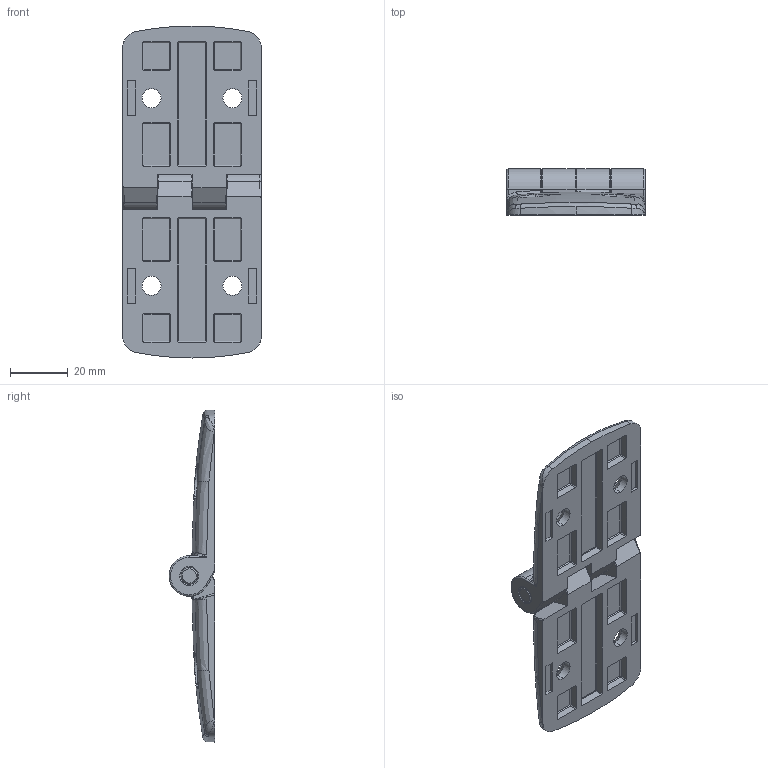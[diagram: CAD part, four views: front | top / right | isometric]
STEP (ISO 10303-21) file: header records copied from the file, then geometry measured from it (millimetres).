
FILE_DESCRIPTION (( 'STEP AP214' ), '1' );
FILE_NAME ('6221780', '2019-01-28T17:02:02', ( '' ), ('JUGARD+KÜNSTNER GmbH'), 'SwSTEP 2.0', 'SolidWorks 2017', '' );
FILE_SCHEMA (( 'AUTOMOTIVE_DESIGN' ));
Length unit declared in the file: millimetre
Products named in the file (3): 6221780; Part3; Part1
Assembly tree (3 placements, depth 2):
  6221780
    Part3  x2
    Part1
Bounding box: 48 x 15.9 x 115 mm (x, y, z)
Volume: 30719.6 mm3; surface area: 17908 mm2
Topology: 3 solids, 3 shells, 407 faces, 1097 edges, 700 vertices
Faces by surface type: plane 236, cylinder 87, bspline 74, cone 10
Entity records: 12174 total; most frequent: CARTESIAN_POINT 3290, ORIENTED_EDGE 1346, DIRECTION 1171, EDGE_CURVE 673, VERTEX_POINT 435, LINE 431, VECTOR 431, AXIS2_PLACEMENT_3D 370
